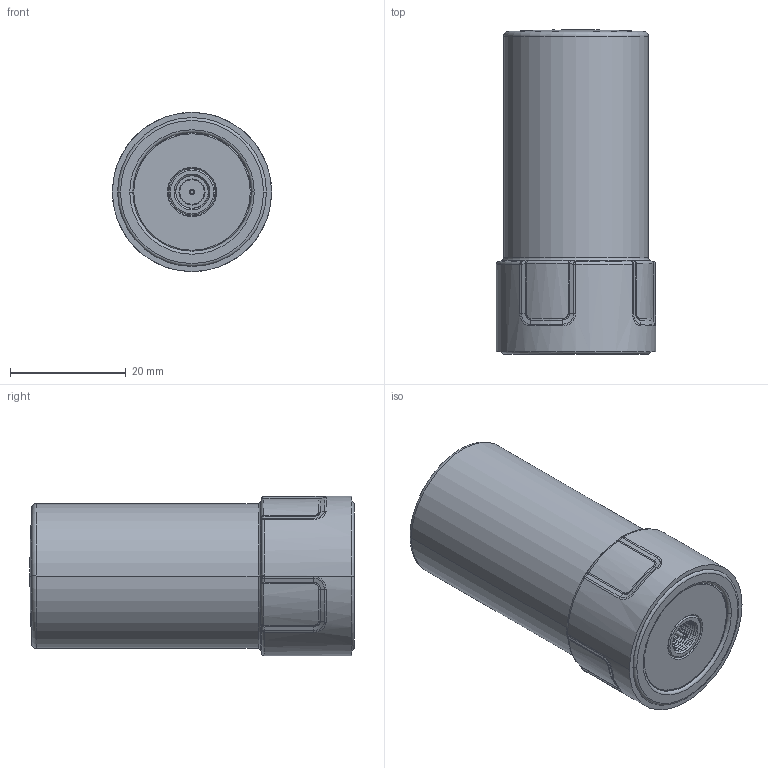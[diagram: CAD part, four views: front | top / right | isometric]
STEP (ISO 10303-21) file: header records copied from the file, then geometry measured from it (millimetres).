
FILE_DESCRIPTION (( 'STEP AP214' ), '1' );
FILE_NAME ('AS-ANT2B-HEL-L1L2-SMA-00-R00.STEP', '2022-03-04T08:01:46', ( '' ), ( '' ), 'SwSTEP 2.0', 'SolidWorks 2020', '' );
FILE_SCHEMA (( 'AUTOMOTIVE_DESIGN' ));
Length unit declared in the file: millimetre
Products named in the file (9): PINGBIZHAO.stp; SMA-1.stp; SHANGGAI.stp; TIANXIANDANYUAN.stp; AS-ANT2B-HEL-L1L2-SMA-00-R00; PCB.stp; SY-301.stp; XIAGAI.stp; MIFENGQUAN.stp
Assembly tree (8 placements, depth 3):
  AS-ANT2B-HEL-L1L2-SMA-00-R00
    SY-301.stp
      PCB.stp
      SMA-1.stp
      TIANXIANDANYUAN.stp
      SHANGGAI.stp
      XIAGAI.stp
      MIFENGQUAN.stp
      PINGBIZHAO.stp
Bounding box: 27.5 x 56 x 27.5 mm (x, y, z)
Volume: 9427 mm3; surface area: 20472.3 mm2
Topology: 7 solids, 7 shells, 628 faces, 1588 edges, 1000 vertices
Faces by surface type: plane 258, cylinder 171, bspline 99, cone 50, torus 42, sphere 8
Entity records: 25735 total; most frequent: CARTESIAN_POINT 10627, ORIENTED_EDGE 3176, DIRECTION 2817, EDGE_CURVE 1588, AXIS2_PLACEMENT_3D 1083, VERTEX_POINT 1000, EDGE_LOOP 670, VECTOR 651
